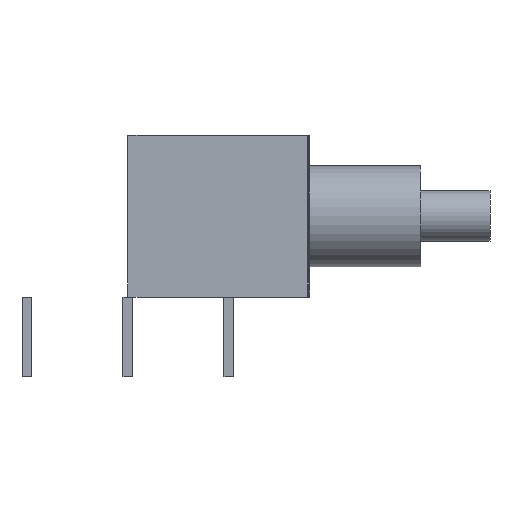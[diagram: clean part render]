
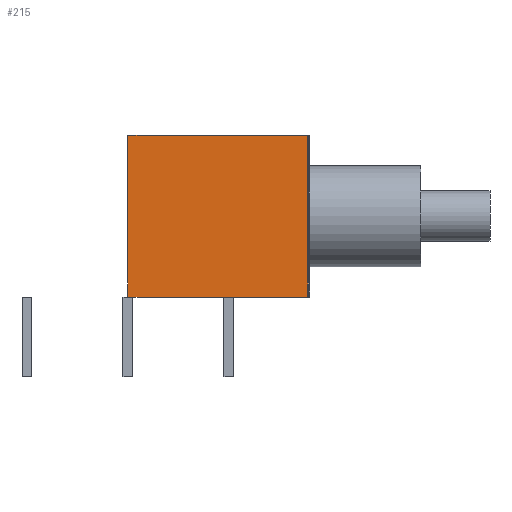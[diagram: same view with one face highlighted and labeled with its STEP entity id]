
A CAD part, left-side view. The second image highlights one B-rep face of the part: STEP entity #215.
In plain terms, the highlighted planar face has unit normal (-1, 0, 0).
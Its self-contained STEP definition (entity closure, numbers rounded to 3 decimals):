
#13=DIRECTION('',(0.,0.,1.));
#14=DIRECTION('',(1.,0.,0.));
#48=EDGE_CURVE('',#49,#51,#53,.T.);
#49=VERTEX_POINT('',#50);
#50=CARTESIAN_POINT('',(-2.54,-9.09,0.));
#51=VERTEX_POINT('',#52);
#52=CARTESIAN_POINT('',(-2.54,-9.09,8.13));
#53=SURFACE_CURVE('',#54,(#56,#66),.PCURVE_S1.);
#54=LINE('',#50,#55);
#55=VECTOR('',#13,1.);
#56=PCURVE('',#57,#60);
#57=PLANE('',#58);
#58=AXIS2_PLACEMENT_3D('',#50,#59,#14);
#59=DIRECTION('',(0.,1.,0.));
#60=DEFINITIONAL_REPRESENTATION('',(#61),#65);
#61=LINE('',#62,#63);
#62=CARTESIAN_POINT('',(0.,0.));
#63=VECTOR('',#64,1.);
#64=DIRECTION('',(0.,-1.));
#65=( GEOMETRIC_REPRESENTATION_CONTEXT(2)PARAMETRIC_REPRESENTATION_CONTEXT() REPRESENTATION_CONTEXT('2D SPACE','') );
#66=PCURVE('',#67,#71);
#67=PLANE('',#68);
#68=AXIS2_PLACEMENT_3D('',#69,#14,#70);
#69=CARTESIAN_POINT('',(-2.54,0.,0.));
#70=DIRECTION('',(0.,-1.,0.));
#71=DEFINITIONAL_REPRESENTATION('',(#72),#74);
#72=LINE('',#73,#63);
#73=CARTESIAN_POINT('',(9.09,0.));
#74=( GEOMETRIC_REPRESENTATION_CONTEXT(2)PARAMETRIC_REPRESENTATION_CONTEXT() REPRESENTATION_CONTEXT('2D SPACE','') );
#84=LINE('',#85,#86);
#85=CARTESIAN_POINT('',(0.,-8.13));
#86=VECTOR('',#87,1.);
#87=DIRECTION('',(1.,0.));
#90=PLANE('',#91);
#91=AXIS2_PLACEMENT_3D('',#92,#13,#14);
#92=CARTESIAN_POINT('',(0.,-4.545,8.13));
#105=LINE('',#106,#63);
#106=CARTESIAN_POINT('',(5.08,0.));
#111=DIRECTION('',(-1.,0.,0.));
#120=LINE('',#62,#86);
#123=PLANE('',#124);
#124=AXIS2_PLACEMENT_3D('',#125,#13,#14);
#125=CARTESIAN_POINT('',(0.,-4.545,0.));
#152=CARTESIAN_POINT('',(2.54,0.,0.));
#159=PLANE('',#160);
#160=AXIS2_PLACEMENT_3D('',#152,#70,#111);
#179=VERTEX_POINT('',#180);
#180=CARTESIAN_POINT('',(-2.54,0.,8.13));
#195=EDGE_CURVE('',#196,#179,#197,.T.);
#196=VERTEX_POINT('',#69);
#197=SURFACE_CURVE('',#198,(#199,#202),.PCURVE_S1.);
#198=LINE('',#69,#55);
#199=PCURVE('',#159,#200);
#200=DEFINITIONAL_REPRESENTATION('',(#105),#201);
#201=( GEOMETRIC_REPRESENTATION_CONTEXT(2)PARAMETRIC_REPRESENTATION_CONTEXT() REPRESENTATION_CONTEXT('2D SPACE','') );
#202=PCURVE('',#67,#203);
#203=DEFINITIONAL_REPRESENTATION('',(#61),#204);
#204=( GEOMETRIC_REPRESENTATION_CONTEXT(2)PARAMETRIC_REPRESENTATION_CONTEXT() REPRESENTATION_CONTEXT('2D SPACE','') );
#215=ADVANCED_FACE('',(#216),#67,.F.);
#216=FACE_BOUND('',#217,.F.);
#217=EDGE_LOOP('',(#218,#219,#232,#233));
#218=ORIENTED_EDGE('',*,*,#195,.T.);
#219=ORIENTED_EDGE('',*,*,#220,.T.);
#220=EDGE_CURVE('',#179,#51,#221,.T.);
#221=SURFACE_CURVE('',#222,(#224,#227),.PCURVE_S1.);
#222=LINE('',#180,#223);
#223=VECTOR('',#70,1.);
#224=PCURVE('',#67,#225);
#225=DEFINITIONAL_REPRESENTATION('',(#84),#226);
#226=( GEOMETRIC_REPRESENTATION_CONTEXT(2)PARAMETRIC_REPRESENTATION_CONTEXT() REPRESENTATION_CONTEXT('2D SPACE','') );
#227=PCURVE('',#90,#228);
#228=DEFINITIONAL_REPRESENTATION('',(#229),#231);
#229=LINE('',#230,#63);
#230=CARTESIAN_POINT('',(-2.54,4.545));
#231=( GEOMETRIC_REPRESENTATION_CONTEXT(2)PARAMETRIC_REPRESENTATION_CONTEXT() REPRESENTATION_CONTEXT('2D SPACE','') );
#232=ORIENTED_EDGE('',*,*,#48,.F.);
#233=ORIENTED_EDGE('',*,*,#234,.F.);
#234=EDGE_CURVE('',#196,#49,#235,.T.);
#235=SURFACE_CURVE('',#236,(#237,#240),.PCURVE_S1.);
#236=LINE('',#69,#223);
#237=PCURVE('',#67,#238);
#238=DEFINITIONAL_REPRESENTATION('',(#120),#239);
#239=( GEOMETRIC_REPRESENTATION_CONTEXT(2)PARAMETRIC_REPRESENTATION_CONTEXT() REPRESENTATION_CONTEXT('2D SPACE','') );
#240=PCURVE('',#123,#241);
#241=DEFINITIONAL_REPRESENTATION('',(#229),#242);
#242=( GEOMETRIC_REPRESENTATION_CONTEXT(2)PARAMETRIC_REPRESENTATION_CONTEXT() REPRESENTATION_CONTEXT('2D SPACE','') );
